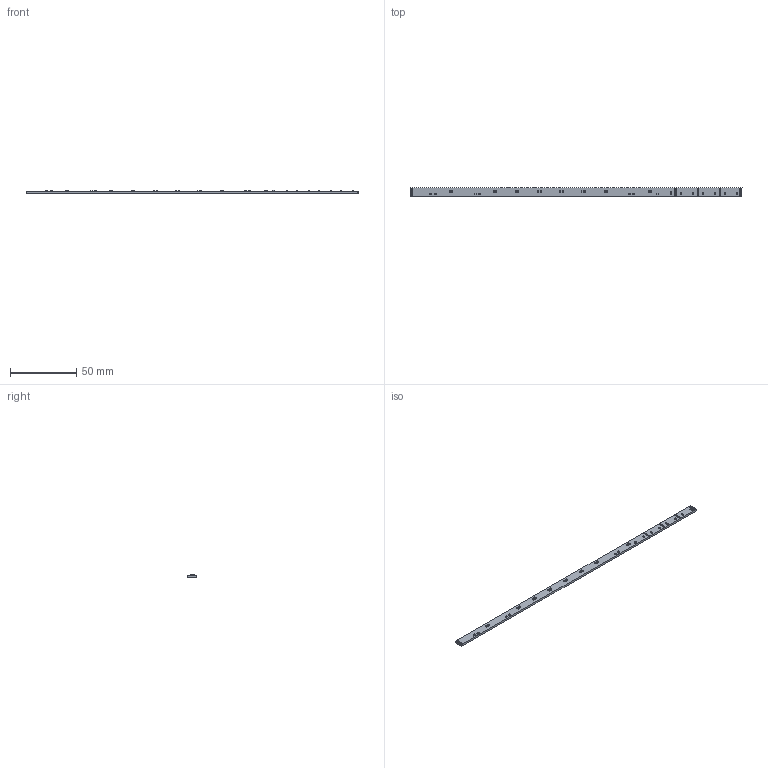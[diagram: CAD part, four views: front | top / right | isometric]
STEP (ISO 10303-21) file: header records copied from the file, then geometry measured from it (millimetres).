
FILE_DESCRIPTION(('KiCad electronic assembly'),'2;1');
FILE_NAME('EOutside.step','2019-05-04T01:19:03',('An Author'),( 'A Company'),'Open CASCADE STEP processor 6.9', 'KiCad to STEP converter','Unknown');
FILE_SCHEMA(('AUTOMOTIVE_DESIGN { 1 0 10303 214 1 1 1 1 }'));
Length unit declared in the file: millimetre
Products named in the file (7): Open CASCADE STEP translator 6.9 1; C_0603_1608Metric; SOLID; LED_WS2812_PLCC6_5.0x5.0mm_P1.6mm; R_0603_1608Metric; COMPOUND
Assembly tree (48 placements, depth 3):
  Open CASCADE STEP translator 6.9 1
    C_0603_1608Metric  x15
      SOLID
    LED_WS2812_PLCC6_5.0x5.0mm_P1.6mm  x15
    R_0603_1608Metric  x15
      SOLID
    COMPOUND
Bounding box: 250 x 6.5 x 2.45 mm (x, y, z)
Volume: 2591.6 mm3; surface area: 4308 mm2
Topology: 31 solids, 31 shells, 836 faces, 2172 edges, 1428 vertices
Faces by surface type: plane 516, cylinder 320
Full cylindrical faces by diameter (mm): 1.1 x20
Entity records: 6373 total; most frequent: CARTESIAN_POINT 1265, DIRECTION 914, LINE 476, VECTOR 476, ORIENTED_EDGE 424, PCURVE 424, DEFINITIONAL_REPRESENTATION 424, EDGE_CURVE 212
